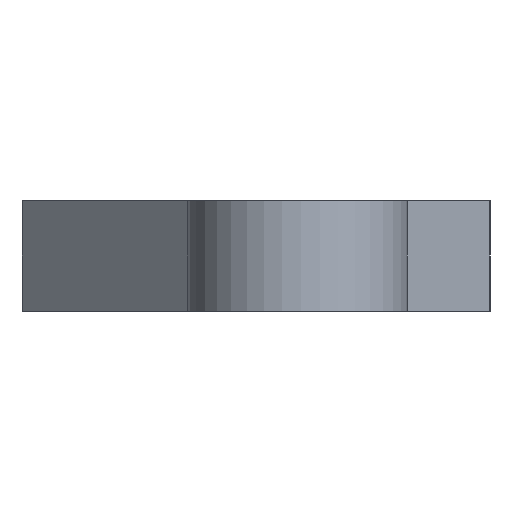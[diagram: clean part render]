
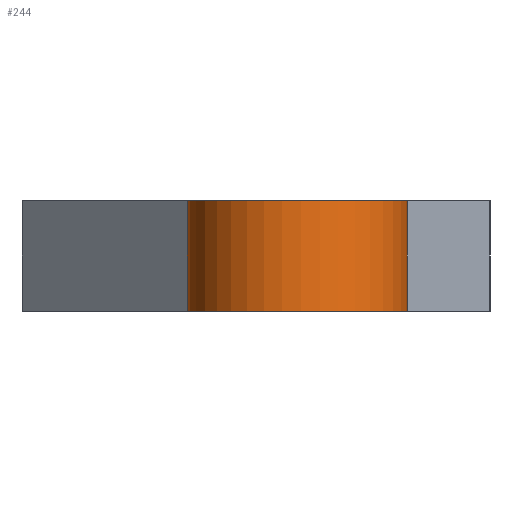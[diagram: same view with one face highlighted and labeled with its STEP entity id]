
A CAD part, left-side view. The second image highlights one B-rep face of the part: STEP entity #244.
In plain terms, the highlighted cylindrical face has radius 2 mm (diameter 4 mm), a partial arc.
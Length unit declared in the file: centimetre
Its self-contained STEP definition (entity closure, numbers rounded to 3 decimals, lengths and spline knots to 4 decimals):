
#32=FACE_OUTER_BOUND('',#45,.T.);
#45=EDGE_LOOP('',(#188,#189,#190,#191));
#66=LINE('',#393,#89);
#67=LINE('',#399,#90);
#89=VECTOR('',#322,1.);
#90=VECTOR('',#329,1.);
#109=CIRCLE('',#278,0.2);
#110=CIRCLE('',#279,0.2);
#123=VERTEX_POINT('',#389);
#124=VERTEX_POINT('',#391);
#125=VERTEX_POINT('',#395);
#126=VERTEX_POINT('',#397);
#150=EDGE_CURVE('',#123,#124,#66,.T.);
#151=EDGE_CURVE('',#125,#123,#109,.T.);
#152=EDGE_CURVE('',#126,#124,#110,.T.);
#153=EDGE_CURVE('',#125,#126,#67,.T.);
#188=ORIENTED_EDGE('',*,*,#151,.T.);
#189=ORIENTED_EDGE('',*,*,#150,.T.);
#190=ORIENTED_EDGE('',*,*,#152,.F.);
#191=ORIENTED_EDGE('',*,*,#153,.F.);
#237=CYLINDRICAL_SURFACE('',#277,0.2);
#244=ADVANCED_FACE('',(#32),#237,.T.);
#277=AXIS2_PLACEMENT_3D('',#394,#323,#324);
#278=AXIS2_PLACEMENT_3D('',#396,#325,#326);
#279=AXIS2_PLACEMENT_3D('',#398,#327,#328);
#322=DIRECTION('',(0.,0.,1.));
#323=DIRECTION('center_axis',(0.,0.,1.));
#324=DIRECTION('ref_axis',(-0.924,0.383,0.));
#325=DIRECTION('center_axis',(0.,0.,1.));
#326=DIRECTION('ref_axis',(0.707,0.707,0.));
#327=DIRECTION('center_axis',(0.,0.,1.));
#328=DIRECTION('ref_axis',(0.707,0.707,0.));
#329=DIRECTION('',(0.,0.,1.));
#389=CARTESIAN_POINT('',(0.0507,-0.2,0.));
#391=CARTESIAN_POINT('',(0.0507,-0.2,0.2));
#393=CARTESIAN_POINT('',(0.0507,-0.2,0.));
#394=CARTESIAN_POINT('Origin',(0.0507,0.,0.));
#395=CARTESIAN_POINT('',(0.1921,0.1414,0.));
#396=CARTESIAN_POINT('Origin',(0.0507,0.,0.));
#397=CARTESIAN_POINT('',(0.1921,0.1414,0.2));
#398=CARTESIAN_POINT('Origin',(0.0507,0.,0.2));
#399=CARTESIAN_POINT('',(0.1921,0.1414,0.));
